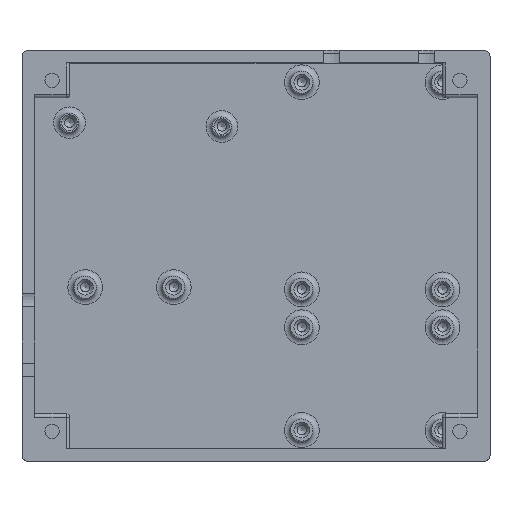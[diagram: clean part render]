
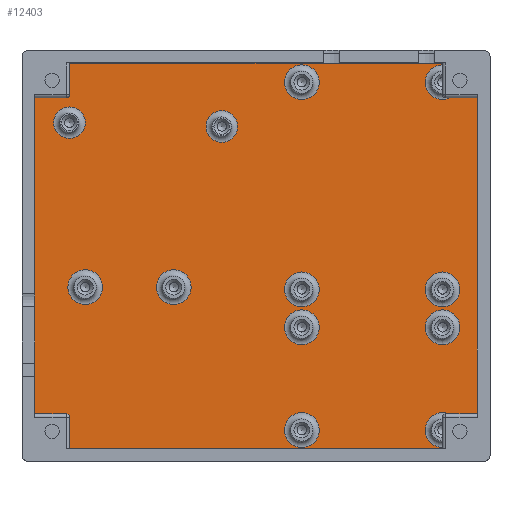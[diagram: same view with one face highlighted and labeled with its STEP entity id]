
A CAD part, top view. The second image highlights one B-rep face of the part: STEP entity #12403.
In plain terms, the highlighted planar face has unit normal (0, 0, 1).
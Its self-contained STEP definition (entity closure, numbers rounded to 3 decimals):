
#160=CIRCLE('',#12951,5.5);
#161=CIRCLE('',#12953,5.5);
#162=CIRCLE('',#12954,5.5);
#163=CIRCLE('',#12955,5.5);
#164=CIRCLE('',#12956,5.5);
#165=CIRCLE('',#12957,5.5);
#166=CIRCLE('',#12958,5.);
#167=CIRCLE('',#12959,5.5);
#168=CIRCLE('',#12960,5.);
#169=CIRCLE('',#12961,5.5);
#170=CIRCLE('',#12962,5.5);
#171=CIRCLE('',#12963,5.5);
#340=FACE_BOUND('',#1879,.T.);
#341=FACE_BOUND('',#1880,.T.);
#342=FACE_BOUND('',#1881,.T.);
#343=FACE_BOUND('',#1882,.T.);
#344=FACE_BOUND('',#1883,.T.);
#345=FACE_BOUND('',#1884,.T.);
#346=FACE_BOUND('',#1885,.T.);
#347=FACE_BOUND('',#1886,.T.);
#348=FACE_BOUND('',#1887,.T.);
#349=FACE_BOUND('',#1888,.T.);
#350=FACE_BOUND('',#1889,.T.);
#351=FACE_BOUND('',#1890,.T.);
#1133=FACE_OUTER_BOUND('',#1878,.T.);
#1878=EDGE_LOOP('',(#10889,#10890,#10891,#10892));
#1879=EDGE_LOOP('',(#10893));
#1880=EDGE_LOOP('',(#10894));
#1881=EDGE_LOOP('',(#10895));
#1882=EDGE_LOOP('',(#10896));
#1883=EDGE_LOOP('',(#10897));
#1884=EDGE_LOOP('',(#10898));
#1885=EDGE_LOOP('',(#10899));
#1886=EDGE_LOOP('',(#10900));
#1887=EDGE_LOOP('',(#10901));
#1888=EDGE_LOOP('',(#10902));
#1889=EDGE_LOOP('',(#10903));
#1890=EDGE_LOOP('',(#10904));
#3129=LINE('',#22202,#4343);
#3130=LINE('',#22204,#4344);
#3131=LINE('',#22206,#4345);
#3132=LINE('',#22207,#4346);
#4343=VECTOR('',#15105,10.);
#4344=VECTOR('',#15106,10.);
#4345=VECTOR('',#15107,10.);
#4346=VECTOR('',#15108,10.);
#5923=VERTEX_POINT('',#22196);
#5924=VERTEX_POINT('',#22200);
#5925=VERTEX_POINT('',#22201);
#5926=VERTEX_POINT('',#22203);
#5927=VERTEX_POINT('',#22205);
#5928=VERTEX_POINT('',#22208);
#5929=VERTEX_POINT('',#22210);
#5930=VERTEX_POINT('',#22212);
#5931=VERTEX_POINT('',#22214);
#5932=VERTEX_POINT('',#22216);
#5933=VERTEX_POINT('',#22218);
#5934=VERTEX_POINT('',#22220);
#5935=VERTEX_POINT('',#22222);
#5936=VERTEX_POINT('',#22224);
#5937=VERTEX_POINT('',#22226);
#5938=VERTEX_POINT('',#22228);
#7627=EDGE_CURVE('',#5923,#5923,#160,.T.);
#7628=EDGE_CURVE('',#5924,#5925,#3129,.T.);
#7629=EDGE_CURVE('',#5925,#5926,#3130,.T.);
#7630=EDGE_CURVE('',#5926,#5927,#3131,.T.);
#7631=EDGE_CURVE('',#5927,#5924,#3132,.T.);
#7632=EDGE_CURVE('',#5928,#5928,#161,.T.);
#7633=EDGE_CURVE('',#5929,#5929,#162,.T.);
#7634=EDGE_CURVE('',#5930,#5930,#163,.T.);
#7635=EDGE_CURVE('',#5931,#5931,#164,.T.);
#7636=EDGE_CURVE('',#5932,#5932,#165,.T.);
#7637=EDGE_CURVE('',#5933,#5933,#166,.T.);
#7638=EDGE_CURVE('',#5934,#5934,#167,.T.);
#7639=EDGE_CURVE('',#5935,#5935,#168,.T.);
#7640=EDGE_CURVE('',#5936,#5936,#169,.T.);
#7641=EDGE_CURVE('',#5937,#5937,#170,.T.);
#7642=EDGE_CURVE('',#5938,#5938,#171,.T.);
#10889=ORIENTED_EDGE('',*,*,#7628,.T.);
#10890=ORIENTED_EDGE('',*,*,#7629,.T.);
#10891=ORIENTED_EDGE('',*,*,#7630,.T.);
#10892=ORIENTED_EDGE('',*,*,#7631,.T.);
#10893=ORIENTED_EDGE('',*,*,#7632,.F.);
#10894=ORIENTED_EDGE('',*,*,#7633,.F.);
#10895=ORIENTED_EDGE('',*,*,#7634,.F.);
#10896=ORIENTED_EDGE('',*,*,#7635,.F.);
#10897=ORIENTED_EDGE('',*,*,#7636,.F.);
#10898=ORIENTED_EDGE('',*,*,#7637,.F.);
#10899=ORIENTED_EDGE('',*,*,#7638,.F.);
#10900=ORIENTED_EDGE('',*,*,#7639,.F.);
#10901=ORIENTED_EDGE('',*,*,#7640,.F.);
#10902=ORIENTED_EDGE('',*,*,#7641,.F.);
#10903=ORIENTED_EDGE('',*,*,#7642,.F.);
#10904=ORIENTED_EDGE('',*,*,#7627,.F.);
#11792=PLANE('',#12952);
#12403=ADVANCED_FACE('',(#1133,#340,#341,#342,#343,#344,#345,#346,#347,
#348,#349,#350,#351),#11792,.T.);
#12951=AXIS2_PLACEMENT_3D('',#22198,#15101,#15102);
#12952=AXIS2_PLACEMENT_3D('',#22199,#15103,#15104);
#12953=AXIS2_PLACEMENT_3D('',#22209,#15109,#15110);
#12954=AXIS2_PLACEMENT_3D('',#22211,#15111,#15112);
#12955=AXIS2_PLACEMENT_3D('',#22213,#15113,#15114);
#12956=AXIS2_PLACEMENT_3D('',#22215,#15115,#15116);
#12957=AXIS2_PLACEMENT_3D('',#22217,#15117,#15118);
#12958=AXIS2_PLACEMENT_3D('',#22219,#15119,#15120);
#12959=AXIS2_PLACEMENT_3D('',#22221,#15121,#15122);
#12960=AXIS2_PLACEMENT_3D('',#22223,#15123,#15124);
#12961=AXIS2_PLACEMENT_3D('',#22225,#15125,#15126);
#12962=AXIS2_PLACEMENT_3D('',#22227,#15127,#15128);
#12963=AXIS2_PLACEMENT_3D('',#22229,#15129,#15130);
#15101=DIRECTION('center_axis',(0.,0.,1.));
#15102=DIRECTION('ref_axis',(-1.,0.,0.));
#15103=DIRECTION('center_axis',(0.,0.,1.));
#15104=DIRECTION('ref_axis',(1.,0.,0.));
#15105=DIRECTION('',(0.,-1.,0.));
#15106=DIRECTION('',(1.,0.,0.));
#15107=DIRECTION('',(0.,1.,0.));
#15108=DIRECTION('',(-1.,0.,0.));
#15109=DIRECTION('center_axis',(0.,0.,1.));
#15110=DIRECTION('ref_axis',(-1.,0.,0.));
#15111=DIRECTION('center_axis',(0.,0.,1.));
#15112=DIRECTION('ref_axis',(-1.,0.,0.));
#15113=DIRECTION('center_axis',(0.,0.,1.));
#15114=DIRECTION('ref_axis',(-1.,0.,0.));
#15115=DIRECTION('center_axis',(0.,0.,1.));
#15116=DIRECTION('ref_axis',(-1.,0.,0.));
#15117=DIRECTION('center_axis',(0.,0.,1.));
#15118=DIRECTION('ref_axis',(-1.,0.,0.));
#15119=DIRECTION('center_axis',(0.,0.,1.));
#15120=DIRECTION('ref_axis',(-1.,0.,0.));
#15121=DIRECTION('center_axis',(0.,0.,1.));
#15122=DIRECTION('ref_axis',(-1.,0.,0.));
#15123=DIRECTION('center_axis',(0.,0.,1.));
#15124=DIRECTION('ref_axis',(-1.,0.,0.));
#15125=DIRECTION('center_axis',(0.,0.,1.));
#15126=DIRECTION('ref_axis',(-1.,0.,0.));
#15127=DIRECTION('center_axis',(0.,0.,1.));
#15128=DIRECTION('ref_axis',(-1.,0.,0.));
#15129=DIRECTION('center_axis',(0.,0.,1.));
#15130=DIRECTION('ref_axis',(-1.,0.,0.));
#22196=CARTESIAN_POINT('',(138.5,10.,3.));
#22198=CARTESIAN_POINT('Origin',(133.,10.,3.));
#22199=CARTESIAN_POINT('Origin',(74.,65.,3.));
#22200=CARTESIAN_POINT('',(4.,126.,3.));
#22201=CARTESIAN_POINT('',(4.,4.,3.));
#22202=CARTESIAN_POINT('',(4.,95.5,3.));
#22203=CARTESIAN_POINT('',(144.,4.,3.));
#22204=CARTESIAN_POINT('',(39.,4.,3.));
#22205=CARTESIAN_POINT('',(144.,126.,3.));
#22206=CARTESIAN_POINT('',(144.,34.5,3.));
#22207=CARTESIAN_POINT('',(109.,126.,3.));
#22208=CARTESIAN_POINT('',(94.,10.,3.));
#22209=CARTESIAN_POINT('Origin',(88.5,10.,3.));
#22210=CARTESIAN_POINT('',(94.,42.5,3.));
#22211=CARTESIAN_POINT('Origin',(88.5,42.5,3.));
#22212=CARTESIAN_POINT('',(138.5,54.5,3.));
#22213=CARTESIAN_POINT('Origin',(133.,54.5,3.));
#22214=CARTESIAN_POINT('',(94.,120.,3.));
#22215=CARTESIAN_POINT('Origin',(88.5,120.,3.));
#22216=CARTESIAN_POINT('',(25.5,55.2,3.));
#22217=CARTESIAN_POINT('Origin',(20.,55.2,3.));
#22218=CARTESIAN_POINT('',(68.2,106.,3.));
#22219=CARTESIAN_POINT('Origin',(63.2,106.,3.));
#22220=CARTESIAN_POINT('',(53.5,55.2,3.));
#22221=CARTESIAN_POINT('Origin',(48.,55.2,3.));
#22222=CARTESIAN_POINT('',(20.,107.2,3.));
#22223=CARTESIAN_POINT('Origin',(15.,107.2,3.));
#22224=CARTESIAN_POINT('',(138.5,120.,3.));
#22225=CARTESIAN_POINT('Origin',(133.,120.,3.));
#22226=CARTESIAN_POINT('',(94.,54.5,3.));
#22227=CARTESIAN_POINT('Origin',(88.5,54.5,3.));
#22228=CARTESIAN_POINT('',(138.5,42.5,3.));
#22229=CARTESIAN_POINT('Origin',(133.,42.5,3.));
